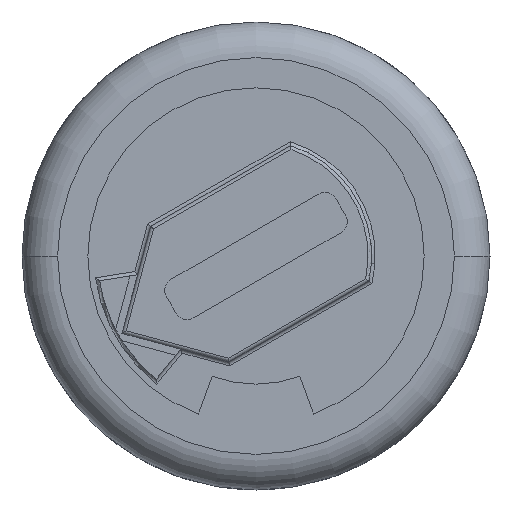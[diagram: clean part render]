
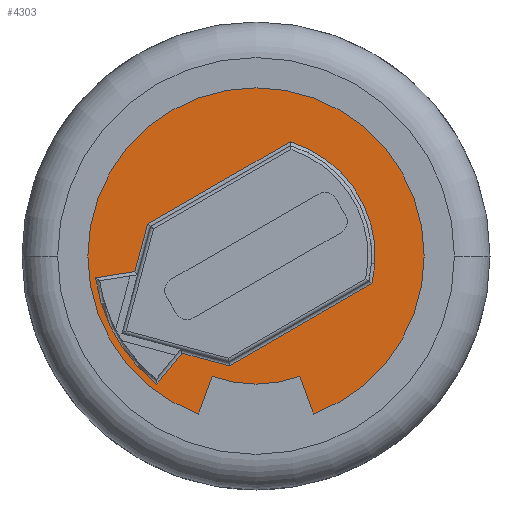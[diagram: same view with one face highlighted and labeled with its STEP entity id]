
A CAD part, front view. The second image highlights one B-rep face of the part: STEP entity #4303.
In plain terms, the highlighted planar face has unit normal (0, -1, 0).
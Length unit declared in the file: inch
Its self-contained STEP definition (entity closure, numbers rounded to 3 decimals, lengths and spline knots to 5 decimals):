
#1555=CARTESIAN_POINT('',(0.,0.,0.));
#1556=DIRECTION('',(0.,1.,0.));
#1557=DIRECTION('',(-0.342,0.,-0.94));
#1558=AXIS2_PLACEMENT_3D('',#1555,#1556,#1557);
#1560=CARTESIAN_POINT('',(0.,0.,0.));
#1561=DIRECTION('',(0.,1.,0.));
#1562=DIRECTION('',(0.342,0.,-0.94));
#1563=AXIS2_PLACEMENT_3D('',#1560,#1561,#1562);
#1569=DIRECTION('',(-0.342,0.,-0.94));
#1570=VECTOR('',#1569,0.0225);
#1571=CARTESIAN_POINT('',(-0.02463,0.,-0.06766));
#1572=LINE('',#1571,#1570);
#1577=DIRECTION('',(-0.342,0.,0.94));
#1578=VECTOR('',#1577,0.0225);
#1579=CARTESIAN_POINT('',(0.03232,0.,-0.0888));
#1580=LINE('',#1579,#1578);
#1585=DIRECTION('',(-0.988,0.,-0.156));
#1586=VECTOR('',#1585,0.02234);
#1587=CARTESIAN_POINT('',(-0.06811,0.,-0.00876));
#1588=LINE('',#1587,#1586);
#1625=DIRECTION('',(-0.259,0.,-0.966));
#1626=VECTOR('',#1625,0.02763);
#1627=CARTESIAN_POINT('',(-0.06096,0.,0.01792));
#1628=LINE('',#1627,#1626);
#1633=DIRECTION('',(-0.866,0.,-0.5));
#1634=VECTOR('',#1633,0.09254);
#1635=CARTESIAN_POINT('',(0.01919,0.,0.06419));
#1636=LINE('',#1635,#1634);
#1657=CARTESIAN_POINT('',(0.,0.,0.));
#1658=DIRECTION('',(0.,-1.,0.));
#1659=DIRECTION('',(0.973,0.,-0.231));
#1660=AXIS2_PLACEMENT_3D('',#1657,#1658,#1659);
#1683=DIRECTION('',(0.866,0.,0.5));
#1684=VECTOR('',#1683,0.09254);
#1685=CARTESIAN_POINT('',(-0.01496,0.,-0.06175));
#1686=LINE('',#1685,#1684);
#1707=DIRECTION('',(0.966,0.,-0.259));
#1708=VECTOR('',#1707,0.02763);
#1709=CARTESIAN_POINT('',(-0.04164,0.,-0.0546));
#1710=LINE('',#1709,#1708);
#1731=DIRECTION('',(0.629,0.,0.777));
#1732=VECTOR('',#1731,0.02234);
#1733=CARTESIAN_POINT('',(-0.0557,0.,-0.07196));
#1734=LINE('',#1733,#1732);
#1755=CARTESIAN_POINT('',(0.,0.,0.));
#1756=DIRECTION('',(0.,-1.,0.));
#1757=DIRECTION('',(-0.991,0.,-0.135));
#1758=AXIS2_PLACEMENT_3D('',#1755,#1756,#1757);
#2224=CARTESIAN_POINT('',(-0.06811,0.,-0.00876));
#2225=CARTESIAN_POINT('',(-0.09017,0.,-0.01226));
#2226=VERTEX_POINT('',#2224);
#2227=VERTEX_POINT('',#2225);
#2232=CARTESIAN_POINT('',(-0.06096,0.,0.01792));
#2233=VERTEX_POINT('',#2232);
#2236=CARTESIAN_POINT('',(0.01919,0.,0.06419));
#2237=VERTEX_POINT('',#2236);
#2240=CARTESIAN_POINT('',(0.06519,0.,-0.01548));
#2241=VERTEX_POINT('',#2240);
#2244=CARTESIAN_POINT('',(-0.01496,0.,-0.06175));
#2245=VERTEX_POINT('',#2244);
#2248=CARTESIAN_POINT('',(-0.04164,0.,-0.0546));
#2249=VERTEX_POINT('',#2248);
#2252=CARTESIAN_POINT('',(-0.0557,0.,-0.07196));
#2253=VERTEX_POINT('',#2252);
#2256=CARTESIAN_POINT('',(-0.02463,0.,-0.06766));
#2257=CARTESIAN_POINT('',(-0.03232,0.,-0.0888));
#2258=VERTEX_POINT('',#2256);
#2259=VERTEX_POINT('',#2257);
#2260=CARTESIAN_POINT('',(0.03232,0.,-0.0888));
#2261=CARTESIAN_POINT('',(0.02463,0.,-0.06766));
#2262=VERTEX_POINT('',#2260);
#2263=VERTEX_POINT('',#2261);
#4271=CARTESIAN_POINT('',(0.,0.,0.));
#4272=DIRECTION('',(0.,1.,0.));
#4273=DIRECTION('',(0.866,0.,0.5));
#4274=AXIS2_PLACEMENT_3D('',#4271,#4272,#4273);
#4275=PLANE('',#4274);
#4277=ORIENTED_EDGE('',*,*,#4276,.T.);
#4279=ORIENTED_EDGE('',*,*,#4278,.T.);
#4280=ORIENTED_EDGE('',*,*,#4261,.T.);
#4282=ORIENTED_EDGE('',*,*,#4281,.T.);
#4283=EDGE_LOOP('',(#4277,#4279,#4280,#4282));
#4284=FACE_OUTER_BOUND('',#4283,.F.);
#4286=ORIENTED_EDGE('',*,*,#4285,.T.);
#4288=ORIENTED_EDGE('',*,*,#4287,.T.);
#4290=ORIENTED_EDGE('',*,*,#4289,.T.);
#4292=ORIENTED_EDGE('',*,*,#4291,.T.);
#4294=ORIENTED_EDGE('',*,*,#4293,.T.);
#4296=ORIENTED_EDGE('',*,*,#4295,.T.);
#4298=ORIENTED_EDGE('',*,*,#4297,.T.);
#4300=ORIENTED_EDGE('',*,*,#4299,.T.);
#4301=EDGE_LOOP('',(#4286,#4288,#4290,#4292,#4294,#4296,#4298,#4300));
#4302=FACE_BOUND('',#4301,.F.);
#4303=ADVANCED_FACE('',(#4284,#4302),#4275,.F.);
#1559=CIRCLE('',#1558,0.0945);
#1564=CIRCLE('',#1563,0.072);
#1661=CIRCLE('',#1660,0.067);
#1759=CIRCLE('',#1758,0.091);
#4261=EDGE_CURVE('',#2263,#2258,#1564,.T.);
#4276=EDGE_CURVE('',#2259,#2262,#1559,.T.);
#4278=EDGE_CURVE('',#2262,#2263,#1580,.T.);
#4281=EDGE_CURVE('',#2258,#2259,#1572,.T.);
#4285=EDGE_CURVE('',#2226,#2227,#1588,.T.);
#4287=EDGE_CURVE('',#2227,#2253,#1759,.T.);
#4289=EDGE_CURVE('',#2253,#2249,#1734,.T.);
#4291=EDGE_CURVE('',#2249,#2245,#1710,.T.);
#4293=EDGE_CURVE('',#2245,#2241,#1686,.T.);
#4295=EDGE_CURVE('',#2241,#2237,#1661,.T.);
#4297=EDGE_CURVE('',#2237,#2233,#1636,.T.);
#4299=EDGE_CURVE('',#2233,#2226,#1628,.T.);
